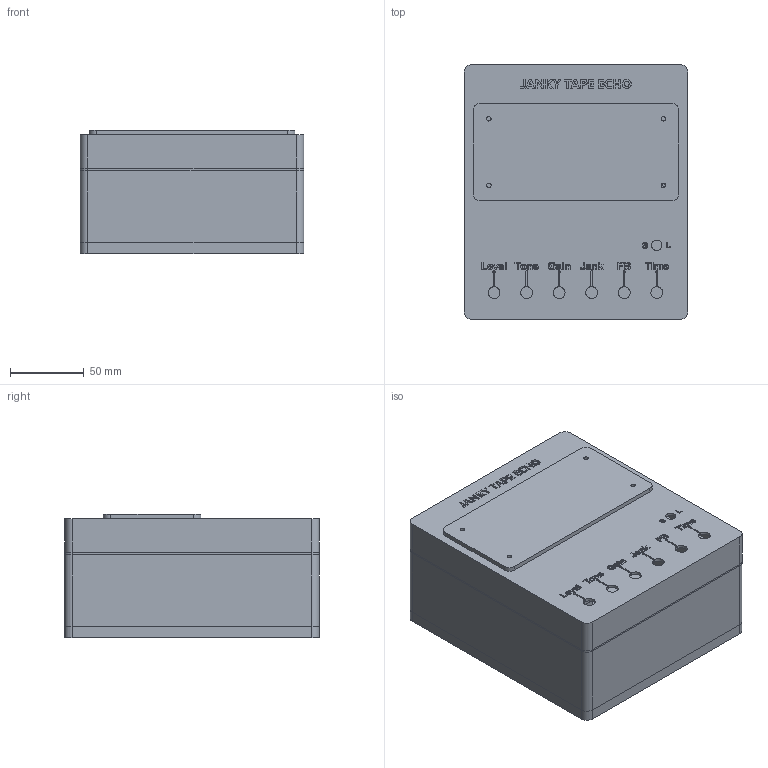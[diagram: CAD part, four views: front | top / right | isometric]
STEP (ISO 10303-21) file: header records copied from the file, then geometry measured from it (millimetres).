
FILE_DESCRIPTION(/* description */ (''),/* implementation_level */ '2;1');
FILE_NAME(/* name */ 'Janky Tape Echo MkII - Revised.step',/* time_stamp */ '2023-05-14T22:54:25-07:00',/* author */ (''),/* organization */ (''),/* preprocessor_version */ 'ST-DEVELOPER v19.2',/* originating_system */ 'Autodesk Translation Framework v12.4.0.73',/* authorisation */ '');
FILE_SCHEMA (('AUTOMOTIVE_DESIGN { 1 0 10303 214 3 1 1 }'));
Products named in the file (11): Janky Tape Echo MkII; EnclosureBottomPlate; GuideTopper2; EnclosureBody; EnclosureLid; GuideTopper1; GlassDummy; HeadMount (1); TransportMount; ReelTopClamp1; ReelTopClamp2
Assembly tree (10 placements, depth 2):
  Janky Tape Echo MkII
    EnclosureBottomPlate
    GuideTopper2
    EnclosureBody
    EnclosureLid
    GuideTopper1
    GlassDummy
    HeadMount (1)
    TransportMount
    ReelTopClamp1
    ReelTopClamp2
Bounding box: 151.21 x 172.12 x 83.5 mm (x, y, z)
Volume: 622555.8 mm3; surface area: 289158.9 mm2
Topology: 11 solids, 11 shells, 1623 faces, 4464 edges, 2973 vertices
Faces by surface type: plane 930, bspline 486, cylinder 207
Full cylindrical faces by diameter (mm): 2 x6, 2.4 x8, 2.5 x5, 3 x26, 4 x13, 4.5 x8, 5 x3, 6 x4, 7 x1, 7.5 x4, 8 x6, 11.4 x4, 12 x3, 13 x4, 26 x1
Entity records: 56412 total; most frequent: CARTESIAN_POINT 17344, ORIENTED_EDGE 8928, DIRECTION 6243, EDGE_CURVE 4464, LINE 3059, VECTOR 3059, VERTEX_POINT 2973, EDGE_LOOP 1881
